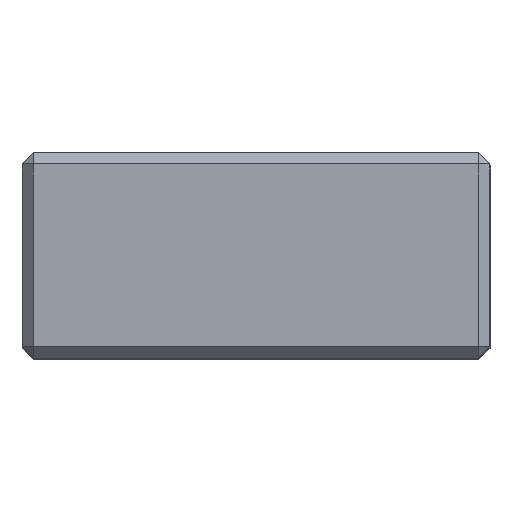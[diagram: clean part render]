
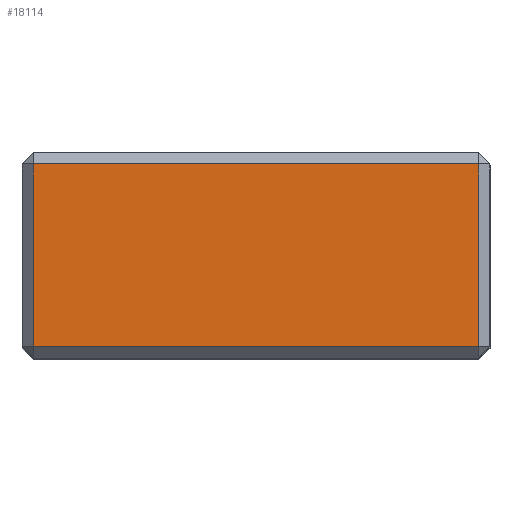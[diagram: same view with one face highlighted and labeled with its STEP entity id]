
A CAD part, top view. The second image highlights one B-rep face of the part: STEP entity #18114.
In plain terms, the highlighted face is planar.
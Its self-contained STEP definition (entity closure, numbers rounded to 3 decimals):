
#17946 = VERTEX_POINT('',#17947);
#17947 = CARTESIAN_POINT('',(39.,-16.,-13.));
#17956 = PLANE('',#17957);
#17957 = AXIS2_PLACEMENT_3D('',#17958,#17959,#17960);
#17958 = CARTESIAN_POINT('',(41.,-17.,-12.));
#17959 = DIRECTION('',(0.,-0.707,-0.707));
#17960 = DIRECTION('',(-1.,0.,0.));
#18009 = VERTEX_POINT('',#18010);
#18010 = CARTESIAN_POINT('',(-39.,-16.,-13.));
#18036 = EDGE_CURVE('',#17946,#18009,#18037,.T.);
#18037 = SURFACE_CURVE('',#18038,(#18042,#18049),.PCURVE_S1.);
#18038 = LINE('',#18039,#18040);
#18039 = CARTESIAN_POINT('',(41.,-16.,-13.));
#18040 = VECTOR('',#18041,1.);
#18041 = DIRECTION('',(-1.,0.,0.));
#18042 = PCURVE('',#17956,#18043);
#18043 = DEFINITIONAL_REPRESENTATION('',(#18044),#18048);
#18044 = LINE('',#18045,#18046);
#18045 = CARTESIAN_POINT('',(-0.,1.414));
#18046 = VECTOR('',#18047,1.);
#18047 = DIRECTION('',(1.,0.));
#18048 = ( GEOMETRIC_REPRESENTATION_CONTEXT(2) 
PARAMETRIC_REPRESENTATION_CONTEXT() REPRESENTATION_CONTEXT('2D SPACE',''
  ) );
#18049 = PCURVE('',#18050,#18055);
#18050 = PLANE('',#18051);
#18051 = AXIS2_PLACEMENT_3D('',#18052,#18053,#18054);
#18052 = CARTESIAN_POINT('',(0.,0.,-13.));
#18053 = DIRECTION('',(0.,0.,1.));
#18054 = DIRECTION('',(1.,0.,0.));
#18055 = DEFINITIONAL_REPRESENTATION('',(#18056),#18060);
#18056 = LINE('',#18057,#18058);
#18057 = CARTESIAN_POINT('',(41.,-16.));
#18058 = VECTOR('',#18059,1.);
#18059 = DIRECTION('',(-1.,0.));
#18060 = ( GEOMETRIC_REPRESENTATION_CONTEXT(2) 
PARAMETRIC_REPRESENTATION_CONTEXT() REPRESENTATION_CONTEXT('2D SPACE',''
  ) );
#18081 = PLANE('',#18082);
#18082 = AXIS2_PLACEMENT_3D('',#18083,#18084,#18085);
#18083 = CARTESIAN_POINT('',(40.,18.,-12.));
#18084 = DIRECTION('',(0.707,0.,-0.707));
#18085 = DIRECTION('',(0.,-1.,0.));
#18114 = ADVANCED_FACE('',(#18115),#18050,.F.);
#18115 = FACE_BOUND('',#18116,.T.);
#18116 = EDGE_LOOP('',(#18117,#18147,#18168,#18169));
#18117 = ORIENTED_EDGE('',*,*,#18118,.T.);
#18118 = EDGE_CURVE('',#18119,#18121,#18123,.T.);
#18119 = VERTEX_POINT('',#18120);
#18120 = CARTESIAN_POINT('',(-39.,16.,-13.));
#18121 = VERTEX_POINT('',#18122);
#18122 = CARTESIAN_POINT('',(39.,16.,-13.));
#18123 = SURFACE_CURVE('',#18124,(#18128,#18135),.PCURVE_S1.);
#18124 = LINE('',#18125,#18126);
#18125 = CARTESIAN_POINT('',(-41.,16.,-13.));
#18126 = VECTOR('',#18127,1.);
#18127 = DIRECTION('',(1.,0.,0.));
#18128 = PCURVE('',#18050,#18129);
#18129 = DEFINITIONAL_REPRESENTATION('',(#18130),#18134);
#18130 = LINE('',#18131,#18132);
#18131 = CARTESIAN_POINT('',(-41.,16.));
#18132 = VECTOR('',#18133,1.);
#18133 = DIRECTION('',(1.,0.));
#18134 = ( GEOMETRIC_REPRESENTATION_CONTEXT(2) 
PARAMETRIC_REPRESENTATION_CONTEXT() REPRESENTATION_CONTEXT('2D SPACE',''
  ) );
#18135 = PCURVE('',#18136,#18141);
#18136 = PLANE('',#18137);
#18137 = AXIS2_PLACEMENT_3D('',#18138,#18139,#18140);
#18138 = CARTESIAN_POINT('',(-41.,17.,-12.));
#18139 = DIRECTION('',(0.,0.707,-0.707));
#18140 = DIRECTION('',(1.,0.,0.));
#18141 = DEFINITIONAL_REPRESENTATION('',(#18142),#18146);
#18142 = LINE('',#18143,#18144);
#18143 = CARTESIAN_POINT('',(0.,1.414));
#18144 = VECTOR('',#18145,1.);
#18145 = DIRECTION('',(1.,0.));
#18146 = ( GEOMETRIC_REPRESENTATION_CONTEXT(2) 
PARAMETRIC_REPRESENTATION_CONTEXT() REPRESENTATION_CONTEXT('2D SPACE',''
  ) );
#18147 = ORIENTED_EDGE('',*,*,#18148,.T.);
#18148 = EDGE_CURVE('',#18121,#17946,#18149,.T.);
#18149 = SURFACE_CURVE('',#18150,(#18154,#18161),.PCURVE_S1.);
#18150 = LINE('',#18151,#18152);
#18151 = CARTESIAN_POINT('',(39.,18.,-13.));
#18152 = VECTOR('',#18153,1.);
#18153 = DIRECTION('',(0.,-1.,0.));
#18154 = PCURVE('',#18050,#18155);
#18155 = DEFINITIONAL_REPRESENTATION('',(#18156),#18160);
#18156 = LINE('',#18157,#18158);
#18157 = CARTESIAN_POINT('',(39.,18.));
#18158 = VECTOR('',#18159,1.);
#18159 = DIRECTION('',(0.,-1.));
#18160 = ( GEOMETRIC_REPRESENTATION_CONTEXT(2) 
PARAMETRIC_REPRESENTATION_CONTEXT() REPRESENTATION_CONTEXT('2D SPACE',''
  ) );
#18161 = PCURVE('',#18081,#18162);
#18162 = DEFINITIONAL_REPRESENTATION('',(#18163),#18167);
#18163 = LINE('',#18164,#18165);
#18164 = CARTESIAN_POINT('',(-0.,1.414));
#18165 = VECTOR('',#18166,1.);
#18166 = DIRECTION('',(1.,0.));
#18167 = ( GEOMETRIC_REPRESENTATION_CONTEXT(2) 
PARAMETRIC_REPRESENTATION_CONTEXT() REPRESENTATION_CONTEXT('2D SPACE',''
  ) );
#18168 = ORIENTED_EDGE('',*,*,#18036,.T.);
#18169 = ORIENTED_EDGE('',*,*,#18170,.T.);
#18170 = EDGE_CURVE('',#18009,#18119,#18171,.T.);
#18171 = SURFACE_CURVE('',#18172,(#18176,#18183),.PCURVE_S1.);
#18172 = LINE('',#18173,#18174);
#18173 = CARTESIAN_POINT('',(-39.,-18.,-13.));
#18174 = VECTOR('',#18175,1.);
#18175 = DIRECTION('',(0.,1.,0.));
#18176 = PCURVE('',#18050,#18177);
#18177 = DEFINITIONAL_REPRESENTATION('',(#18178),#18182);
#18178 = LINE('',#18179,#18180);
#18179 = CARTESIAN_POINT('',(-39.,-18.));
#18180 = VECTOR('',#18181,1.);
#18181 = DIRECTION('',(0.,1.));
#18182 = ( GEOMETRIC_REPRESENTATION_CONTEXT(2) 
PARAMETRIC_REPRESENTATION_CONTEXT() REPRESENTATION_CONTEXT('2D SPACE',''
  ) );
#18183 = PCURVE('',#18184,#18189);
#18184 = PLANE('',#18185);
#18185 = AXIS2_PLACEMENT_3D('',#18186,#18187,#18188);
#18186 = CARTESIAN_POINT('',(-40.,-18.,-12.));
#18187 = DIRECTION('',(-0.707,0.,-0.707));
#18188 = DIRECTION('',(0.,1.,0.));
#18189 = DEFINITIONAL_REPRESENTATION('',(#18190),#18194);
#18190 = LINE('',#18191,#18192);
#18191 = CARTESIAN_POINT('',(0.,1.414));
#18192 = VECTOR('',#18193,1.);
#18193 = DIRECTION('',(1.,0.));
#18194 = ( GEOMETRIC_REPRESENTATION_CONTEXT(2) 
PARAMETRIC_REPRESENTATION_CONTEXT() REPRESENTATION_CONTEXT('2D SPACE',''
  ) );
